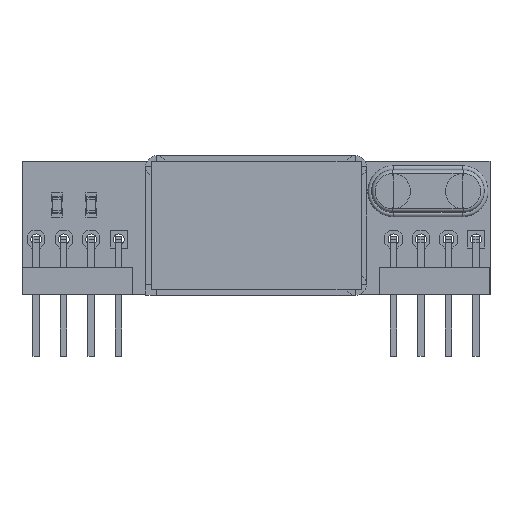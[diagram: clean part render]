
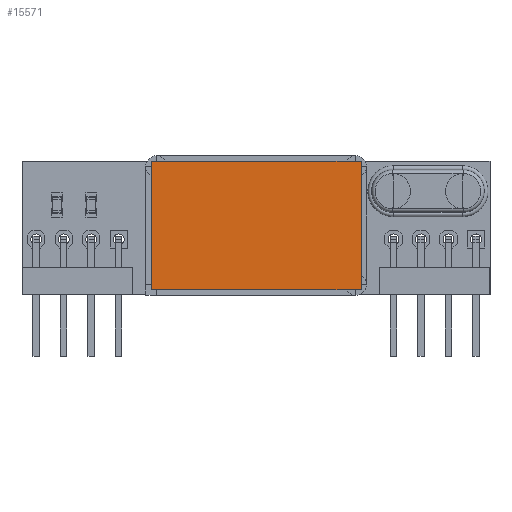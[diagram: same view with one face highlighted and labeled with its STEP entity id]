
A CAD part, top view. The second image highlights one B-rep face of the part: STEP entity #15571.
In plain terms, the highlighted planar face has unit normal (0, 0, 1).
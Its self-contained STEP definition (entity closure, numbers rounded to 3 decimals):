
#15474=CARTESIAN_POINT('',(11.89,0.4,5.58));
#15475=VERTEX_POINT('',#15474);
#15476=CARTESIAN_POINT('',(11.89,12.3,5.58));
#15477=VERTEX_POINT('',#15476);
#15478=CARTESIAN_POINT('',(31.29,0.4,5.58));
#15479=VERTEX_POINT('',#15478);
#15480=CARTESIAN_POINT('',(31.29,12.3,5.58));
#15481=VERTEX_POINT('',#15480);
#15494=DIRECTION('',(19.4,0.,0.));
#15495=VECTOR('',#15494,1.);
#15496=LINE('',#15474,#15495);
#15497=DIRECTION('',(19.4,0.,0.));
#15498=VECTOR('',#15497,1.);
#15499=LINE('',#15476,#15498);
#15512=DIRECTION('',(0.,11.9,0.));
#15513=VECTOR('',#15512,1.);
#15514=LINE('',#15474,#15513);
#15515=DIRECTION('',(0.,11.9,0.));
#15516=VECTOR('',#15515,1.);
#15517=LINE('',#15478,#15516);
#15536=EDGE_CURVE('',#15475,#15479,#15496,.T.);
#15537=ORIENTED_EDGE('',*,*,#15536,.T.);
#15539=EDGE_CURVE('',#15477,#15481,#15499,.T.);
#15541=ORIENTED_EDGE('',*,*,#15539,.F.);
#15542=EDGE_CURVE('',#15475,#15477,#15514,.T.);
#15544=ORIENTED_EDGE('',*,*,#15542,.F.);
#15551=EDGE_CURVE('',#15479,#15481,#15517,.T.);
#15552=ORIENTED_EDGE('',*,*,#15551,.T.);
#15566=EDGE_LOOP('',(#15544,#15537,#15552,#15541));
#15567=FACE_OUTER_BOUND('',#15566,.T.);
#15568=DIRECTION('',(0.,0.,4.08));
#15569=AXIS2_PLACEMENT_3D('',#15474,#15568,$);
#15570=PLANE('',#15569);
#15571=ADVANCED_FACE('',(#15567),#15570,.T.);
